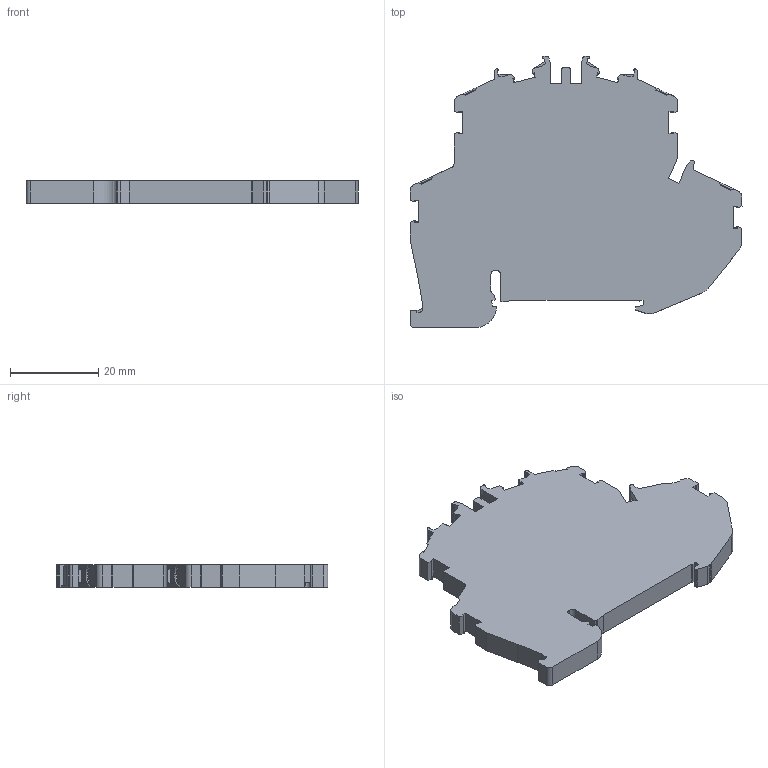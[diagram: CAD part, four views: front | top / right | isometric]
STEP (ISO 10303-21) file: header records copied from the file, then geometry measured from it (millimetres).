
FILE_DESCRIPTION (( 'STEP AP214' ), '1' );
FILE_NAME ('307179_PYK 2,5-2F_Grey.STP', '2013-11-13T08:10:36', ( 'arge' ), ( 'Microsoft' ), 'SwSTEP 2.0', 'SolidWorks 2013', '' );
FILE_SCHEMA (( 'AUTOMOTIVE_DESIGN' ));
Length unit declared in the file: millimetre
Products named in the file (1): 307179_PYK 2,5-2F_Grey
Bounding box: 75.31 x 61.63 x 5 mm (x, y, z)
Volume: 15965.7 mm3; surface area: 8175.9 mm2
Topology: 1 solids, 1 shells, 446 faces, 1322 edges, 880 vertices
Faces by surface type: plane 274, cylinder 155, bspline 17
Entity records: 15180 total; most frequent: CARTESIAN_POINT 3222, ORIENTED_EDGE 2644, DIRECTION 2353, EDGE_CURVE 1322, LINE 941, VECTOR 941, VERTEX_POINT 880, AXIS2_PLACEMENT_3D 706
